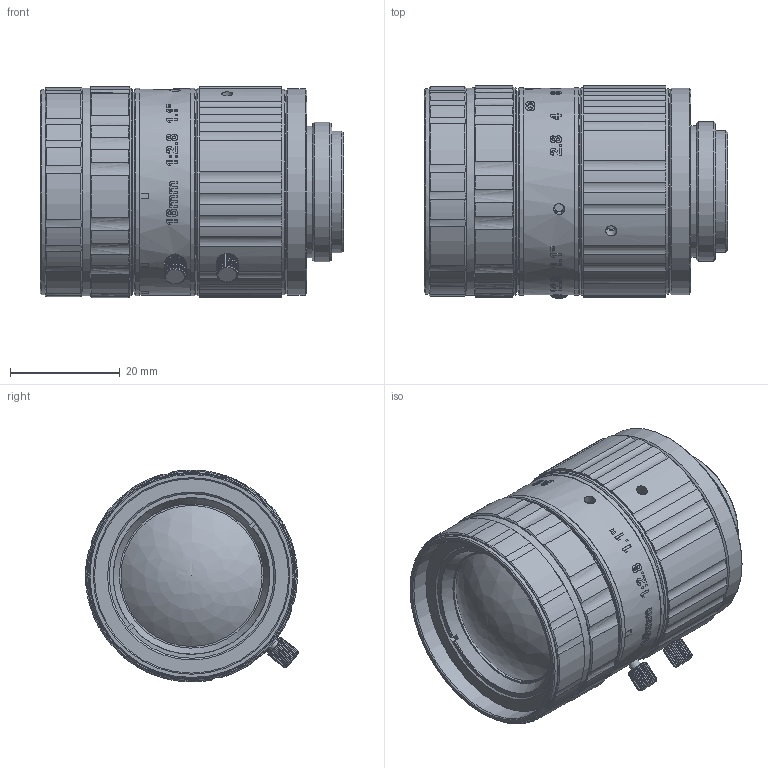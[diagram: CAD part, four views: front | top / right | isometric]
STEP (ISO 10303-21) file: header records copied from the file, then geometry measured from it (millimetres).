
FILE_DESCRIPTION(('STEP AP214'),'1');
FILE_NAME('SM1628M-12MP.stp','2024-05-13T07:59:33',(' '),(' '),'Spatial InterOp 3D',' ',' ');
FILE_SCHEMA(('AUTOMOTIVE_DESIGN { 1 0 10303 214 1 1 1 1 }'));
Length unit declared in the file: metre
Products named in the file (2): SM1628M-12MP; Component1
Assembly tree (1 placements, depth 2):
  SM1628M-12MP
    Component1
Bounding box: 55.25 x 38.78 x 38.61 mm (x, y, z)
Volume: 53609.8 mm3; surface area: 11162.9 mm2
Topology: 1 solids, 2 shells, 1403 faces, 3594 edges, 2233 vertices
Faces by surface type: bspline 646, plane 401, cylinder 155, revolution 139, cone 61, offset 1
Full cylindrical faces by diameter (mm): 2 x6, 2.9 x3, 16.2 x2, 22.2 x1, 22.8 x1, 24 x1, 25.4 x1, 25.7 x1, 35.4 x1, 36.6 x1, 37.4 x3, 37.6 x2, 37.8 x5
Entity records: 59745 total; most frequent: CARTESIAN_POINT 22562, ORIENTED_EDGE 6956, EDGE_CURVE 3478, B_SPLINE_CURVE_WITH_KNOTS 2695, DIRECTION 2424, VERTEX_POINT 2211, EDGE_LOOP 1530, FACE_OUTER_BOUND 1440
